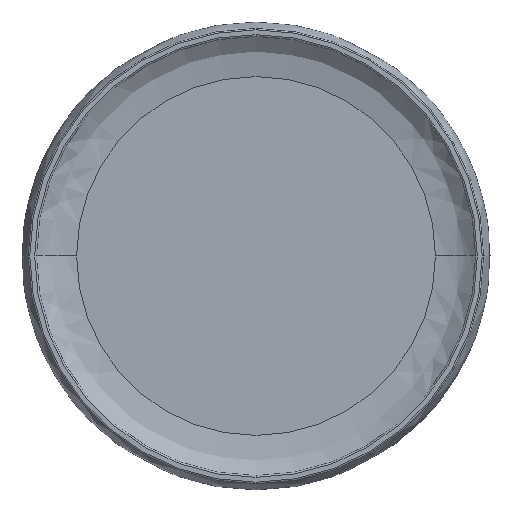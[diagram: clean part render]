
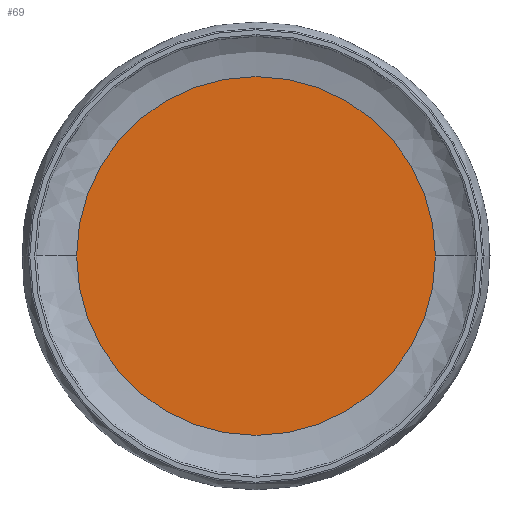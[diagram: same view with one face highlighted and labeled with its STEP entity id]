
A CAD part, front view. The second image highlights one B-rep face of the part: STEP entity #69.
In plain terms, the highlighted planar face has unit normal (0, -1, 0).
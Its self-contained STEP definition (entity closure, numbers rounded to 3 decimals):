
#1 = FACE_OUTER_BOUND ( 'NONE', #316, .T. ) ;
#36 = CARTESIAN_POINT ( 'NONE',  ( 105., 29., 0. ) ) ;
#69 = ADVANCED_FACE ( 'NONE', ( #1 ), #458, .T. ) ;
#70 = ORIENTED_EDGE ( 'NONE', *, *, #164, .T. ) ;
#90 = DIRECTION ( 'NONE',  ( 0., 0., -1. ) ) ;
#102 = CIRCLE ( 'NONE', #403, 105. ) ;
#106 = DIRECTION ( 'NONE',  ( 0., 0., -1. ) ) ;
#109 = AXIS2_PLACEMENT_3D ( 'NONE', #296, #463, #290 ) ;
#164 = EDGE_CURVE ( 'NONE', #490, #451, #502, .T. ) ;
#235 = ORIENTED_EDGE ( 'NONE', *, *, #510, .T. ) ;
#242 = CARTESIAN_POINT ( 'NONE',  ( -105., 29., 0. ) ) ;
#290 = DIRECTION ( 'NONE',  ( 0., 0., -1. ) ) ;
#296 = CARTESIAN_POINT ( 'NONE',  ( 0., 29., 0. ) ) ;
#316 = EDGE_LOOP ( 'NONE', ( #235, #70 ) ) ;
#329 = CARTESIAN_POINT ( 'NONE',  ( 0., 29., 0. ) ) ;
#360 = AXIS2_PLACEMENT_3D ( 'NONE', #478, #526, #106 ) ;
#403 = AXIS2_PLACEMENT_3D ( 'NONE', #329, #501, #90 ) ;
#451 = VERTEX_POINT ( 'NONE', #36 ) ;
#458 = PLANE ( 'NONE',  #109 ) ;
#463 = DIRECTION ( 'NONE',  ( 0., -1., 0. ) ) ;
#478 = CARTESIAN_POINT ( 'NONE',  ( 0., 29., 0. ) ) ;
#490 = VERTEX_POINT ( 'NONE', #242 ) ;
#501 = DIRECTION ( 'NONE',  ( 0., -1., 0. ) ) ;
#502 = CIRCLE ( 'NONE', #360, 105. ) ;
#510 = EDGE_CURVE ( 'NONE', #451, #490, #102, .T. ) ;
#526 = DIRECTION ( 'NONE',  ( 0., -1., 0. ) ) ;
